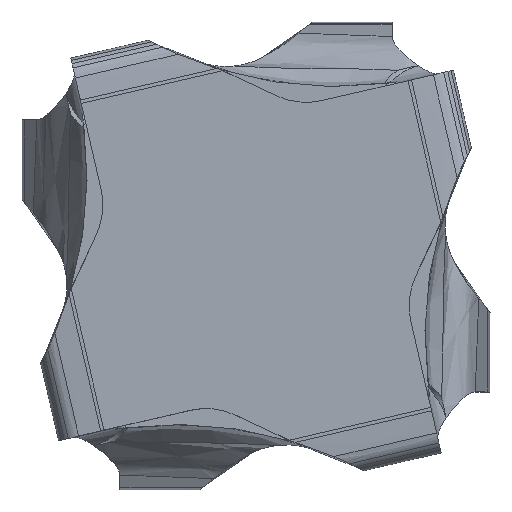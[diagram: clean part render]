
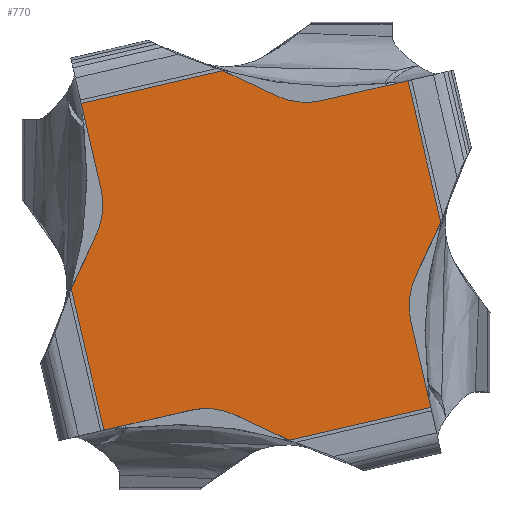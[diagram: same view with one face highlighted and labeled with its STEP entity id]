
A CAD part, top view. The second image highlights one B-rep face of the part: STEP entity #770.
In plain terms, the highlighted planar face has unit normal (0, 0, 1).
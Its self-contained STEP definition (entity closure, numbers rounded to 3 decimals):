
#168=CIRCLE('',#3504,2.);
#169=CIRCLE('',#3505,2.);
#170=CIRCLE('',#3506,2.);
#171=CIRCLE('',#3507,2.);
#201=PLANE('',#3508);
#297=LINE('',#5754,#508);
#303=LINE('',#5862,#514);
#306=LINE('',#5995,#517);
#307=LINE('',#5998,#518);
#308=LINE('',#6000,#519);
#309=LINE('',#6002,#520);
#310=LINE('',#6006,#521);
#311=LINE('',#6008,#522);
#312=LINE('',#6010,#523);
#313=LINE('',#6014,#524);
#314=LINE('',#6016,#525);
#315=LINE('',#6018,#526);
#508=VECTOR('',#3716,1.);
#514=VECTOR('',#3726,1.);
#517=VECTOR('',#3739,1.);
#518=VECTOR('',#3742,1.);
#519=VECTOR('',#3743,1.);
#520=VECTOR('',#3744,1.);
#521=VECTOR('',#3747,1.);
#522=VECTOR('',#3748,1.);
#523=VECTOR('',#3749,1.);
#524=VECTOR('',#3752,1.);
#525=VECTOR('',#3753,1.);
#526=VECTOR('',#3754,1.);
#770=ADVANCED_FACE('',(#956),#201,.F.);
#956=FACE_OUTER_BOUND('',#1130,.T.);
#1130=EDGE_LOOP('',(#1502,#1503,#1504,#1505,#1506,#1507,#1508,#1509,#1510,
#1511,#1512,#1513,#1514,#1515,#1516,#1517));
#1502=ORIENTED_EDGE('',*,*,#2766,.F.);
#1503=ORIENTED_EDGE('',*,*,#2750,.T.);
#1504=ORIENTED_EDGE('',*,*,#2767,.T.);
#1505=ORIENTED_EDGE('',*,*,#2734,.T.);
#1506=ORIENTED_EDGE('',*,*,#2768,.F.);
#1507=ORIENTED_EDGE('',*,*,#2769,.T.);
#1508=ORIENTED_EDGE('',*,*,#2770,.T.);
#1509=ORIENTED_EDGE('',*,*,#2771,.T.);
#1510=ORIENTED_EDGE('',*,*,#2772,.F.);
#1511=ORIENTED_EDGE('',*,*,#2773,.T.);
#1512=ORIENTED_EDGE('',*,*,#2774,.T.);
#1513=ORIENTED_EDGE('',*,*,#2775,.T.);
#1514=ORIENTED_EDGE('',*,*,#2776,.F.);
#1515=ORIENTED_EDGE('',*,*,#2777,.T.);
#1516=ORIENTED_EDGE('',*,*,#2778,.T.);
#1517=ORIENTED_EDGE('',*,*,#2779,.T.);
#2373=VERTEX_POINT('',#5755);
#2374=VERTEX_POINT('',#5756);
#2388=VERTEX_POINT('',#5861);
#2389=VERTEX_POINT('',#5863);
#2402=VERTEX_POINT('',#5994);
#2403=VERTEX_POINT('',#5997);
#2404=VERTEX_POINT('',#5999);
#2405=VERTEX_POINT('',#6001);
#2406=VERTEX_POINT('',#6003);
#2407=VERTEX_POINT('',#6005);
#2408=VERTEX_POINT('',#6007);
#2409=VERTEX_POINT('',#6009);
#2410=VERTEX_POINT('',#6011);
#2411=VERTEX_POINT('',#6013);
#2412=VERTEX_POINT('',#6015);
#2413=VERTEX_POINT('',#6017);
#2734=EDGE_CURVE('',#2373,#2374,#297,.T.);
#2750=EDGE_CURVE('',#2389,#2388,#303,.T.);
#2766=EDGE_CURVE('',#2389,#2402,#168,.T.);
#2767=EDGE_CURVE('',#2388,#2373,#306,.T.);
#2768=EDGE_CURVE('',#2403,#2374,#169,.T.);
#2769=EDGE_CURVE('',#2403,#2404,#307,.T.);
#2770=EDGE_CURVE('',#2404,#2405,#308,.T.);
#2771=EDGE_CURVE('',#2405,#2406,#309,.T.);
#2772=EDGE_CURVE('',#2407,#2406,#170,.T.);
#2773=EDGE_CURVE('',#2407,#2408,#310,.T.);
#2774=EDGE_CURVE('',#2408,#2409,#311,.T.);
#2775=EDGE_CURVE('',#2409,#2410,#312,.T.);
#2776=EDGE_CURVE('',#2411,#2410,#171,.T.);
#2777=EDGE_CURVE('',#2411,#2412,#313,.T.);
#2778=EDGE_CURVE('',#2412,#2413,#314,.T.);
#2779=EDGE_CURVE('',#2413,#2402,#315,.T.);
#3504=AXIS2_PLACEMENT_3D('',#5993,#3737,#3738);
#3505=AXIS2_PLACEMENT_3D('',#5996,#3740,#3741);
#3506=AXIS2_PLACEMENT_3D('',#6004,#3745,#3746);
#3507=AXIS2_PLACEMENT_3D('',#6012,#3750,#3751);
#3508=AXIS2_PLACEMENT_3D('',#6019,#3755,#3756);
#3716=DIRECTION('',(-0.225,0.974,0.));
#3726=DIRECTION('',(0.906,-0.423,0.));
#3737=DIRECTION('',(0.,0.,1.));
#3738=DIRECTION('',(-0.974,-0.225,0.));
#3739=DIRECTION('',(0.974,0.225,0.));
#3740=DIRECTION('',(0.,0.,1.));
#3741=DIRECTION('',(0.225,-0.974,0.));
#3742=DIRECTION('',(0.423,0.906,0.));
#3743=DIRECTION('',(-0.225,0.974,0.));
#3744=DIRECTION('',(-0.974,-0.225,0.));
#3745=DIRECTION('',(0.,0.,1.));
#3746=DIRECTION('',(0.974,0.225,0.));
#3747=DIRECTION('',(-0.906,0.423,0.));
#3748=DIRECTION('',(-0.974,-0.225,0.));
#3749=DIRECTION('',(0.225,-0.974,0.));
#3750=DIRECTION('',(0.,0.,1.));
#3751=DIRECTION('',(-0.225,0.974,0.));
#3752=DIRECTION('',(-0.423,-0.906,0.));
#3753=DIRECTION('',(0.225,-0.974,0.));
#3754=DIRECTION('',(0.974,0.225,0.));
#3755=DIRECTION('',(0.,0.,-1.));
#3756=DIRECTION('',(-0.225,0.974,0.));
#5754=CARTESIAN_POINT('',(5.352,-5.846,0.));
#5755=CARTESIAN_POINT('',(5.009,-4.358,0.));
#5756=CARTESIAN_POINT('',(4.439,-1.889,0.));
#5861=CARTESIAN_POINT('',(0.951,-5.295,0.));
#5862=CARTESIAN_POINT('',(-1.82,-4.003,0.));
#5863=CARTESIAN_POINT('',(-0.593,-4.575,0.));
#5993=CARTESIAN_POINT('',(-1.439,-6.387,0.));
#5994=CARTESIAN_POINT('',(-1.889,-4.439,0.));
#5995=CARTESIAN_POINT('',(0.138,-5.483,0.));
#5996=CARTESIAN_POINT('',(6.387,-1.439,0.));
#5997=CARTESIAN_POINT('',(4.575,-0.593,0.));
#5998=CARTESIAN_POINT('',(4.003,-1.82,0.));
#5999=CARTESIAN_POINT('',(5.295,0.951,0.));
#6000=CARTESIAN_POINT('',(5.483,0.138,0.));
#6001=CARTESIAN_POINT('',(4.358,5.009,0.));
#6002=CARTESIAN_POINT('',(5.846,5.352,0.));
#6003=CARTESIAN_POINT('',(1.889,4.439,0.));
#6004=CARTESIAN_POINT('',(1.439,6.387,0.));
#6005=CARTESIAN_POINT('',(0.593,4.575,0.));
#6006=CARTESIAN_POINT('',(1.82,4.003,0.));
#6007=CARTESIAN_POINT('',(-0.951,5.295,0.));
#6008=CARTESIAN_POINT('',(-0.138,5.483,0.));
#6009=CARTESIAN_POINT('',(-5.009,4.358,0.));
#6010=CARTESIAN_POINT('',(-5.352,5.846,0.));
#6011=CARTESIAN_POINT('',(-4.439,1.889,0.));
#6012=CARTESIAN_POINT('',(-6.387,1.439,0.));
#6013=CARTESIAN_POINT('',(-4.575,0.593,0.));
#6014=CARTESIAN_POINT('',(-4.003,1.82,0.));
#6015=CARTESIAN_POINT('',(-5.295,-0.951,0.));
#6016=CARTESIAN_POINT('',(-5.483,-0.138,0.));
#6017=CARTESIAN_POINT('',(-4.358,-5.009,0.));
#6018=CARTESIAN_POINT('',(-5.846,-5.352,0.));
#6019=CARTESIAN_POINT('',(-0.007,-7.083,0.));
